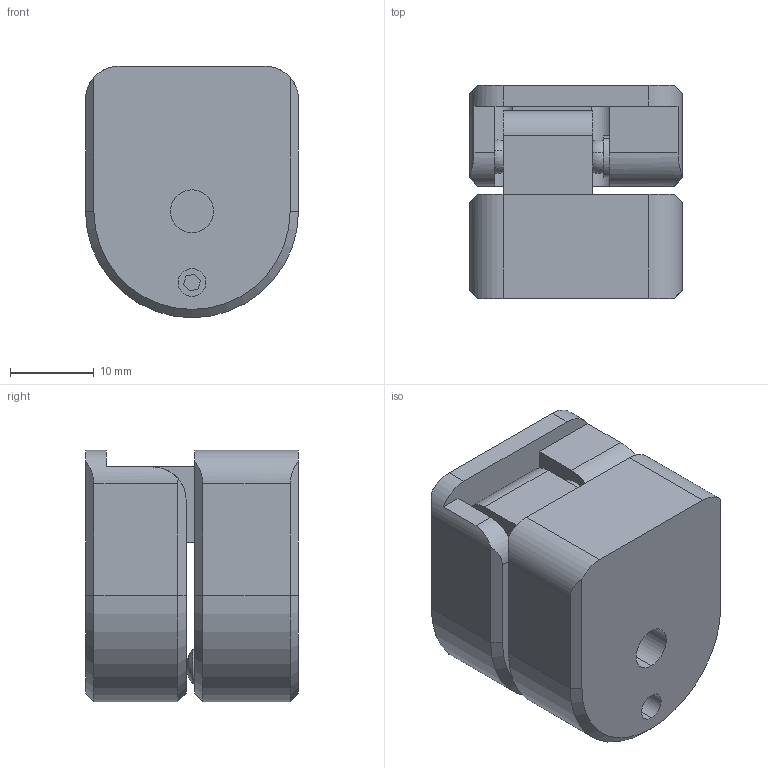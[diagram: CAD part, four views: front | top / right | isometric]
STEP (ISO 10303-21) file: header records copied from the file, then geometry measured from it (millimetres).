
FILE_DESCRIPTION (( 'STEP AP203' ), '1' );
FILE_NAME ('step_19409.STEP', '2022-04-28T03:08:18', ( '' ), ( '' ), 'SwSTEP 2.0', 'SolidWorks 2021', '' );
FILE_SCHEMA (( 'CONFIG_CONTROL_DESIGN' ));
Length unit declared in the file: millimetre
Products named in the file (1): step_19409
Bounding box: 25.4 x 25.4 x 30 mm (x, y, z)
Volume: 15085.4 mm3; surface area: 7136.6 mm2
Topology: 10 solids, 10 shells, 164 faces, 395 edges, 238 vertices
Faces by surface type: plane 65, cylinder 53, cone 28, sphere 10, torus 4, bspline 4
Entity records: 7582 total; most frequent: CARTESIAN_POINT 3789, DIRECTION 819, ORIENTED_EDGE 732, EDGE_CURVE 366, AXIS2_PLACEMENT_3D 313, VERTEX_POINT 233, VECTOR 193, LINE 193
